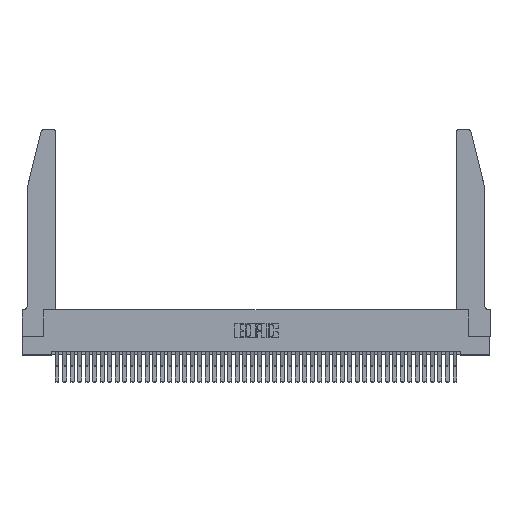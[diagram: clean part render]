
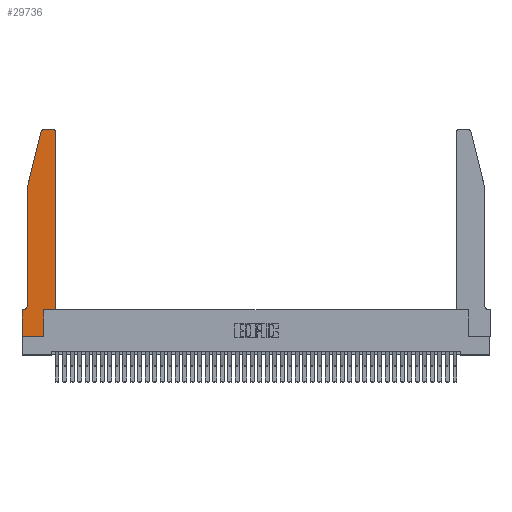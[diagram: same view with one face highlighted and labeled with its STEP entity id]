
A CAD part, top view. The second image highlights one B-rep face of the part: STEP entity #29736.
In plain terms, the highlighted planar face has unit normal (0, 0, 1).
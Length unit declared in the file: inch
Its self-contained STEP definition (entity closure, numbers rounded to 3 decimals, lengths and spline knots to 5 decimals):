
#805 = VERTEX_POINT ( 'NONE', #23106 ) ;
#1192 = VECTOR ( 'NONE', #34928, 39.37008 ) ;
#1223 = AXIS2_PLACEMENT_3D ( 'NONE', #5267, #29896, #8766 ) ;
#1482 = VECTOR ( 'NONE', #36075, 39.37008 ) ;
#1651 = EDGE_CURVE ( 'NONE', #27812, #43322, #25222, .T. ) ;
#3513 = DIRECTION ( 'NONE',  ( 1., 0., 0. ) ) ;
#3808 = DIRECTION ( 'NONE',  ( -1., 0., 0. ) ) ;
#3825 = CARTESIAN_POINT ( 'NONE',  ( 0., 0., 0.37 ) ) ;
#3877 = LINE ( 'NONE', #3825, #39755 ) ;
#4056 = DIRECTION ( 'NONE',  ( 1., 0., 0. ) ) ;
#4310 = LINE ( 'NONE', #16470, #35189 ) ;
#4835 = VECTOR ( 'NONE', #3808, 39.37008 ) ;
#5267 = CARTESIAN_POINT ( 'NONE',  ( 0.284, 2.72, 0.37 ) ) ;
#5813 = CARTESIAN_POINT ( 'NONE',  ( 0.2865, 0., 0.37 ) ) ;
#6397 = LINE ( 'NONE', #11389, #1482 ) ;
#6516 = CARTESIAN_POINT ( 'NONE',  ( 0.4505, 0.35, 0.37 ) ) ;
#7004 = DIRECTION ( 'NONE',  ( 0., 0., 1. ) ) ;
#7650 = VECTOR ( 'NONE', #16039, 39.37008 ) ;
#7729 = VERTEX_POINT ( 'NONE', #5813 ) ;
#8225 = EDGE_CURVE ( 'NONE', #40732, #12853, #4310, .T. ) ;
#8766 = DIRECTION ( 'NONE',  ( 1., 0., 0. ) ) ;
#8832 = EDGE_CURVE ( 'NONE', #28010, #805, #6397, .T. ) ;
#8840 = CARTESIAN_POINT ( 'NONE',  ( 0.25487, 2.72718, 0.37 ) ) ;
#8932 = CARTESIAN_POINT ( 'NONE',  ( 0.4505, 0.35, 0.37 ) ) ;
#9168 = LINE ( 'NONE', #25184, #4835 ) ;
#9231 = DIRECTION ( 'NONE',  ( -0.239, -0.971, 0. ) ) ;
#10259 = PLANE ( 'NONE',  #23368 ) ;
#11389 = CARTESIAN_POINT ( 'NONE',  ( 0.0755, 0.35, 0.37 ) ) ;
#11435 = VERTEX_POINT ( 'NONE', #8840 ) ;
#11664 = ORIENTED_EDGE ( 'NONE', *, *, #27527, .T. ) ;
#12853 = VERTEX_POINT ( 'NONE', #36371 ) ;
#12926 = VECTOR ( 'NONE', #32006, 39.37008 ) ;
#13292 = ORIENTED_EDGE ( 'NONE', *, *, #1651, .T. ) ;
#14043 = CARTESIAN_POINT ( 'NONE',  ( 0.0755, 2., 0.37 ) ) ;
#15336 = EDGE_LOOP ( 'NONE', ( #38111, #39542, #11664, #34610, #39964, #45073, #19462, #33438, #31936, #33254, #23481, #13292 ) ) ;
#16039 = DIRECTION ( 'NONE',  ( 0., 1., 0. ) ) ;
#16076 = VERTEX_POINT ( 'NONE', #24703 ) ;
#16113 = AXIS2_PLACEMENT_3D ( 'NONE', #21584, #39506, #4056 ) ;
#16470 = CARTESIAN_POINT ( 'NONE',  ( 0.0755, 2., 0.37 ) ) ;
#17021 = LINE ( 'NONE', #8932, #7650 ) ;
#17419 = EDGE_CURVE ( 'NONE', #7729, #32969, #33747, .T. ) ;
#18052 = DIRECTION ( 'NONE',  ( -1., 0., 0. ) ) ;
#18314 = CARTESIAN_POINT ( 'NONE',  ( 0., 0., 0.37 ) ) ;
#18463 = VECTOR ( 'NONE', #31496, 39.37008 ) ;
#18889 = AXIS2_PLACEMENT_3D ( 'NONE', #24833, #35855, #18052 ) ;
#19462 = ORIENTED_EDGE ( 'NONE', *, *, #41854, .T. ) ;
#20844 = CARTESIAN_POINT ( 'NONE',  ( 0.2865, 0.35, 0.37 ) ) ;
#21027 = CARTESIAN_POINT ( 'NONE',  ( 0., 0.35, 0.37 ) ) ;
#21195 = CARTESIAN_POINT ( 'NONE',  ( 0., 0., 0.37 ) ) ;
#21348 = EDGE_CURVE ( 'NONE', #32969, #16076, #31186, .T. ) ;
#21584 = CARTESIAN_POINT ( 'NONE',  ( 0.4205, 2.72, 0.37 ) ) ;
#22019 = VERTEX_POINT ( 'NONE', #18314 ) ;
#22637 = CARTESIAN_POINT ( 'NONE',  ( 0.4205, 2.75, 0.37 ) ) ;
#23106 = CARTESIAN_POINT ( 'NONE',  ( 0., 0.35, 0.37 ) ) ;
#23368 = AXIS2_PLACEMENT_3D ( 'NONE', #21027, #7004, #27828 ) ;
#23481 = ORIENTED_EDGE ( 'NONE', *, *, #33017, .T. ) ;
#23688 = CIRCLE ( 'NONE', #18889, 0.07 ) ;
#24703 = CARTESIAN_POINT ( 'NONE',  ( 0.4505, 0.35, 0.37 ) ) ;
#24833 = CARTESIAN_POINT ( 'NONE',  ( 0.0055, 0.42, 0.37 ) ) ;
#25184 = CARTESIAN_POINT ( 'NONE',  ( 0.2605, 2.75, 0.37 ) ) ;
#25222 = CIRCLE ( 'NONE', #16113, 0.03 ) ;
#26371 = EDGE_CURVE ( 'NONE', #22019, #7729, #3877, .T. ) ;
#26646 = CARTESIAN_POINT ( 'NONE',  ( 0.2865, 0.35, 0.37 ) ) ;
#26721 = LINE ( 'NONE', #21195, #12926 ) ;
#27527 = EDGE_CURVE ( 'NONE', #11435, #40732, #36378, .T. ) ;
#27676 = DIRECTION ( 'NONE',  ( 0., -1., 0. ) ) ;
#27812 = VERTEX_POINT ( 'NONE', #36459 ) ;
#27828 = DIRECTION ( 'NONE',  ( 1., 0., 0. ) ) ;
#28010 = VERTEX_POINT ( 'NONE', #33969 ) ;
#28348 = EDGE_CURVE ( 'NONE', #43322, #44694, #9168, .T. ) ;
#29736 = ADVANCED_FACE ( 'NONE', ( #35795 ), #10259, .T. ) ;
#29896 = DIRECTION ( 'NONE',  ( 0., 0., 1. ) ) ;
#31186 = LINE ( 'NONE', #6516, #18463 ) ;
#31496 = DIRECTION ( 'NONE',  ( 1., 0., 0. ) ) ;
#31927 = CARTESIAN_POINT ( 'NONE',  ( 0.0755, 2., 0.37 ) ) ;
#31936 = ORIENTED_EDGE ( 'NONE', *, *, #17419, .T. ) ;
#32006 = DIRECTION ( 'NONE',  ( 0., -1., 0. ) ) ;
#32969 = VERTEX_POINT ( 'NONE', #26646 ) ;
#33017 = EDGE_CURVE ( 'NONE', #16076, #27812, #17021, .T. ) ;
#33254 = ORIENTED_EDGE ( 'NONE', *, *, #21348, .T. ) ;
#33438 = ORIENTED_EDGE ( 'NONE', *, *, #26371, .T. ) ;
#33747 = LINE ( 'NONE', #20844, #1192 ) ;
#33969 = CARTESIAN_POINT ( 'NONE',  ( 0.0055, 0.35, 0.37 ) ) ;
#34610 = ORIENTED_EDGE ( 'NONE', *, *, #8225, .T. ) ;
#34928 = DIRECTION ( 'NONE',  ( 0., 1., 0. ) ) ;
#35189 = VECTOR ( 'NONE', #27676, 39.37008 ) ;
#35795 = FACE_OUTER_BOUND ( 'NONE', #15336, .T. ) ;
#35855 = DIRECTION ( 'NONE',  ( 0., 0., -1. ) ) ;
#36075 = DIRECTION ( 'NONE',  ( -1., 0., 0. ) ) ;
#36371 = CARTESIAN_POINT ( 'NONE',  ( 0.0755, 0.42, 0.37 ) ) ;
#36378 = LINE ( 'NONE', #31927, #45097 ) ;
#36459 = CARTESIAN_POINT ( 'NONE',  ( 0.4505, 2.72, 0.37 ) ) ;
#36933 = CIRCLE ( 'NONE', #1223, 0.03 ) ;
#37641 = EDGE_CURVE ( 'NONE', #12853, #28010, #23688, .T. ) ;
#38111 = ORIENTED_EDGE ( 'NONE', *, *, #28348, .T. ) ;
#38644 = EDGE_CURVE ( 'NONE', #44694, #11435, #36933, .T. ) ;
#39506 = DIRECTION ( 'NONE',  ( 0., 0., 1. ) ) ;
#39542 = ORIENTED_EDGE ( 'NONE', *, *, #38644, .T. ) ;
#39755 = VECTOR ( 'NONE', #3513, 39.37008 ) ;
#39964 = ORIENTED_EDGE ( 'NONE', *, *, #37641, .T. ) ;
#40599 = CARTESIAN_POINT ( 'NONE',  ( 0.284, 2.75, 0.37 ) ) ;
#40732 = VERTEX_POINT ( 'NONE', #14043 ) ;
#41854 = EDGE_CURVE ( 'NONE', #805, #22019, #26721, .T. ) ;
#43322 = VERTEX_POINT ( 'NONE', #22637 ) ;
#44694 = VERTEX_POINT ( 'NONE', #40599 ) ;
#45073 = ORIENTED_EDGE ( 'NONE', *, *, #8832, .T. ) ;
#45097 = VECTOR ( 'NONE', #9231, 39.37008 ) ;
